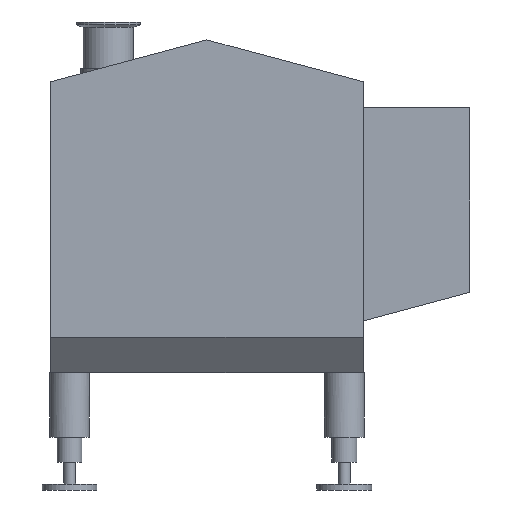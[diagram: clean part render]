
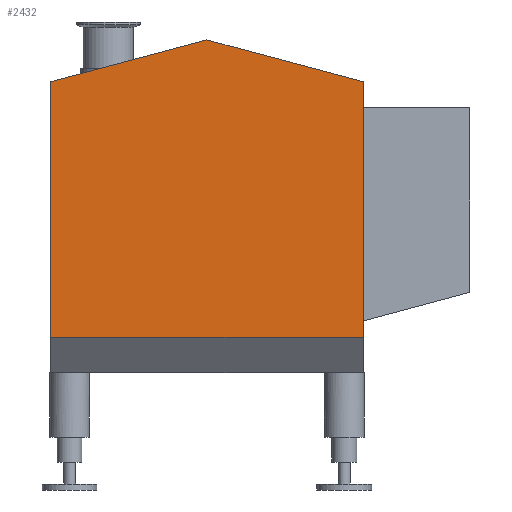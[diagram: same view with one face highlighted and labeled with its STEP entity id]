
A CAD part, left-side view. The second image highlights one B-rep face of the part: STEP entity #2432.
In plain terms, the highlighted planar face has unit normal (-1, 0, 0).
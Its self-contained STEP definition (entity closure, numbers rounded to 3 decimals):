
#104=LINE('',#3703,#322);
#114=LINE('',#3739,#332);
#137=LINE('',#3786,#355);
#138=LINE('',#3789,#356);
#140=LINE('',#3792,#358);
#322=VECTOR('',#2926,10.);
#332=VECTOR('',#2956,10.);
#355=VECTOR('',#2999,10.);
#356=VECTOR('',#3002,10.);
#358=VECTOR('',#3006,10.);
#566=FACE_OUTER_BOUND('',#724,.T.);
#724=EDGE_LOOP('',(#1694,#1695,#1696,#1697,#1698));
#1011=VERTEX_POINT('',#3699);
#1013=VERTEX_POINT('',#3702);
#1029=VERTEX_POINT('',#3738);
#1043=VERTEX_POINT('',#3784);
#1044=VERTEX_POINT('',#3788);
#1245=EDGE_CURVE('',#1013,#1011,#104,.T.);
#1263=EDGE_CURVE('',#1013,#1029,#114,.T.);
#1288=EDGE_CURVE('',#1043,#1011,#137,.T.);
#1289=EDGE_CURVE('',#1029,#1044,#138,.T.);
#1291=EDGE_CURVE('',#1044,#1043,#140,.T.);
#1694=ORIENTED_EDGE('',*,*,#1245,.T.);
#1695=ORIENTED_EDGE('',*,*,#1288,.F.);
#1696=ORIENTED_EDGE('',*,*,#1291,.F.);
#1697=ORIENTED_EDGE('',*,*,#1289,.F.);
#1698=ORIENTED_EDGE('',*,*,#1263,.F.);
#2316=PLANE('',#2634);
#2432=ADVANCED_FACE('',(#566),#2316,.F.);
#2634=AXIS2_PLACEMENT_3D('',#3793,#3007,#3008);
#2926=DIRECTION('',(0.,-1.,0.));
#2956=DIRECTION('',(0.,0.,1.));
#2999=DIRECTION('',(0.,0.,-1.));
#3002=DIRECTION('',(0.,-0.966,0.259));
#3006=DIRECTION('',(0.,-0.966,-0.259));
#3007=DIRECTION('center_axis',(1.,0.,0.));
#3008=DIRECTION('ref_axis',(0.,0.,-1.));
#3699=CARTESIAN_POINT('',(-440.5,-157.,-136.818));
#3702=CARTESIAN_POINT('',(-440.5,157.,-136.818));
#3703=CARTESIAN_POINT('',(-440.5,0.,-136.818));
#3738=CARTESIAN_POINT('',(-440.5,157.,119.932));
#3739=CARTESIAN_POINT('',(-440.5,157.,-172.));
#3784=CARTESIAN_POINT('',(-440.5,-157.,119.932));
#3786=CARTESIAN_POINT('',(-440.5,-157.,118.932));
#3788=CARTESIAN_POINT('',(-440.5,0.,162.));
#3789=CARTESIAN_POINT('',(-440.5,157.,119.932));
#3792=CARTESIAN_POINT('',(-440.5,0.,162.));
#3793=CARTESIAN_POINT('Origin',(-440.5,0.,-19.614));
